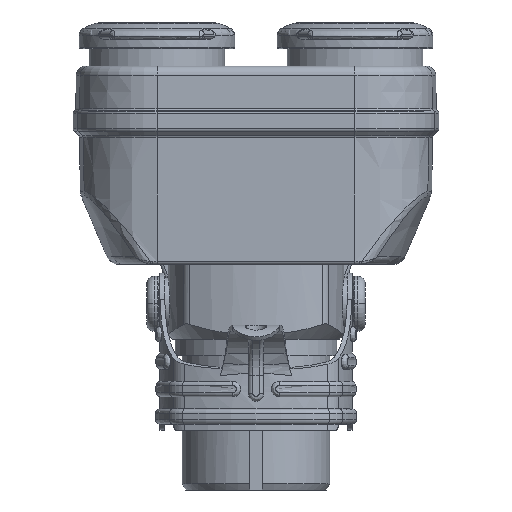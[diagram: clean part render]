
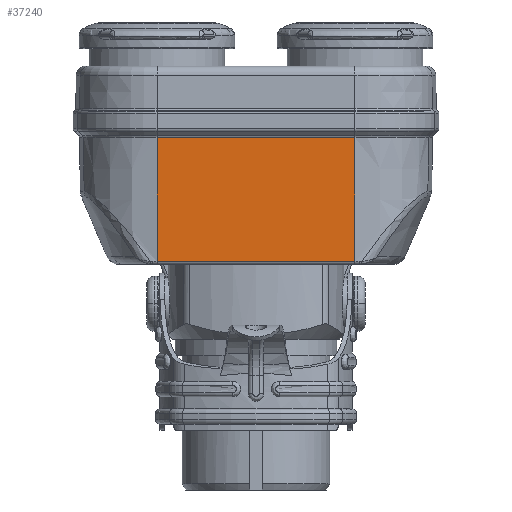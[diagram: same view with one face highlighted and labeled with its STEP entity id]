
A CAD part, front view. The second image highlights one B-rep face of the part: STEP entity #37240.
In plain terms, the highlighted planar face has unit normal (0, -1, -0.018).
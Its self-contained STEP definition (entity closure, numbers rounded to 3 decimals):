
#1761=DIRECTION('',(0.,0.017,-1.));
#1762=VECTOR('',#1761,40.584);
#1763=CARTESIAN_POINT('',(-32.454,-31.757,
-6.439));
#1764=LINE('',#1763,#1762);
#6462=DIRECTION('',(1.,0.,0.));
#6463=VECTOR('',#6462,64.907);
#6464=CARTESIAN_POINT('',(-32.454,-31.757,
-6.439));
#6465=LINE('',#6464,#6463);
#6466=DIRECTION('',(0.,0.017,-1.));
#6467=VECTOR('',#6466,40.584);
#6468=CARTESIAN_POINT('',(32.454,-31.757,
-6.439));
#6469=LINE('',#6468,#6467);
#6470=DIRECTION('',(-1.,0.,0.));
#6471=VECTOR('',#6470,64.907);
#6472=CARTESIAN_POINT('',(32.454,-31.049,
-47.017));
#6473=LINE('',#6472,#6471);
#24983=CARTESIAN_POINT('',(32.454,-31.049,
-47.017));
#24984=CARTESIAN_POINT('',(-32.454,-31.049,
-47.017));
#24985=VERTEX_POINT('',#24983);
#24986=VERTEX_POINT('',#24984);
#25071=CARTESIAN_POINT('',(-32.454,-31.757,
-6.439));
#25072=VERTEX_POINT('',#25071);
#25075=CARTESIAN_POINT('',(32.454,-31.757,
-6.439));
#25076=VERTEX_POINT('',#25075);
#37229=CARTESIAN_POINT('',(34.654,-31.8,-4.));
#37230=DIRECTION('',(0.,1.,0.017));
#37231=DIRECTION('',(-1.,0.,0.));
#37232=AXIS2_PLACEMENT_3D('',#37229,#37230,#37231);
#37233=PLANE('',#37232);
#37234=ORIENTED_EDGE('',*,*,#37220,.T.);
#37235=ORIENTED_EDGE('',*,*,#37195,.T.);
#37236=ORIENTED_EDGE('',*,*,#31359,.T.);
#37237=ORIENTED_EDGE('',*,*,#31425,.F.);
#37238=EDGE_LOOP('',(#37234,#37235,#37236,#37237));
#37239=FACE_OUTER_BOUND('',#37238,.F.);
#37240=ADVANCED_FACE('',(#37239),#37233,.F.);
#31359=EDGE_CURVE('',#24985,#24986,#6473,.T.);
#31425=EDGE_CURVE('',#25072,#24986,#1764,.T.);
#37195=EDGE_CURVE('',#25076,#24985,#6469,.T.);
#37220=EDGE_CURVE('',#25072,#25076,#6465,.T.);
